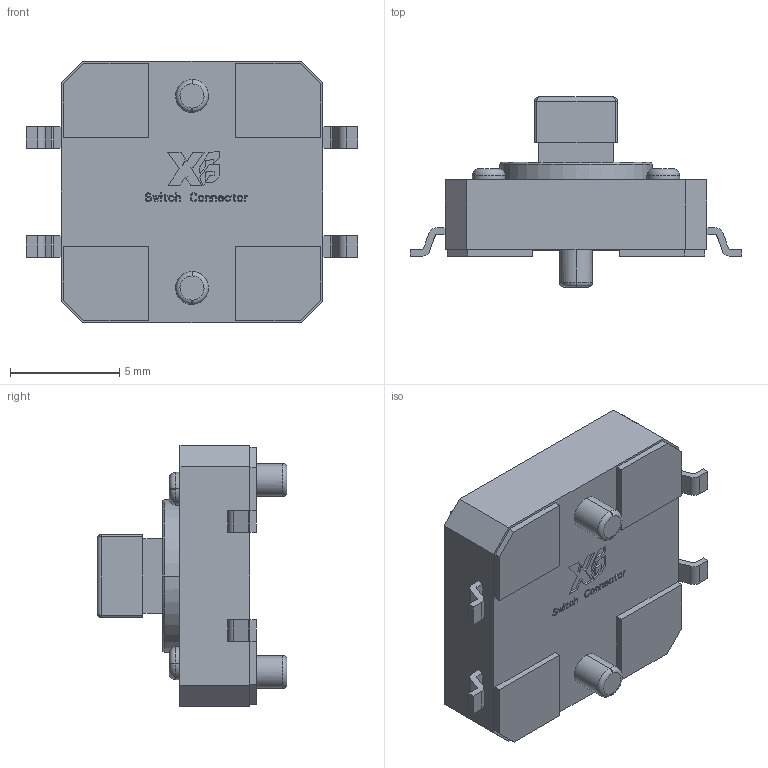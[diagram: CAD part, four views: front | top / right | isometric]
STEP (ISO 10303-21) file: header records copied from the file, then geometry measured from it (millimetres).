
FILE_DESCRIPTION(('STEP AP214'),'1');
FILE_NAME('xb-ts-1103st-x-a.stp','2022-10-27T10:01:24',('TraceParts'),('TraceParts S.A.'),'Spatial InterOp 3D',' ',' ');
FILE_SCHEMA(('AUTOMOTIVE_DESIGN { 1 0 10303 214 1 1 1 1 }'));
Length unit declared in the file: millimetre
Products named in the file (1): xb-ts-1103st-x-a
Bounding box: 15.2 x 8.7 x 12 mm (x, y, z)
Volume: 547.7 mm3; surface area: 587.1 mm2
Topology: 1 solids, 1 shells, 696 faces, 1927 edges, 1276 vertices
Faces by surface type: plane 609, cylinder 53, torus 28, bspline 4, cone 2
Entity records: 22074 total; most frequent: CARTESIAN_POINT 4116, ORIENTED_EDGE 3854, DIRECTION 3477, EDGE_CURVE 1927, LINE 1747, VECTOR 1747, VERTEX_POINT 1276, AXIS2_PLACEMENT_3D 865
